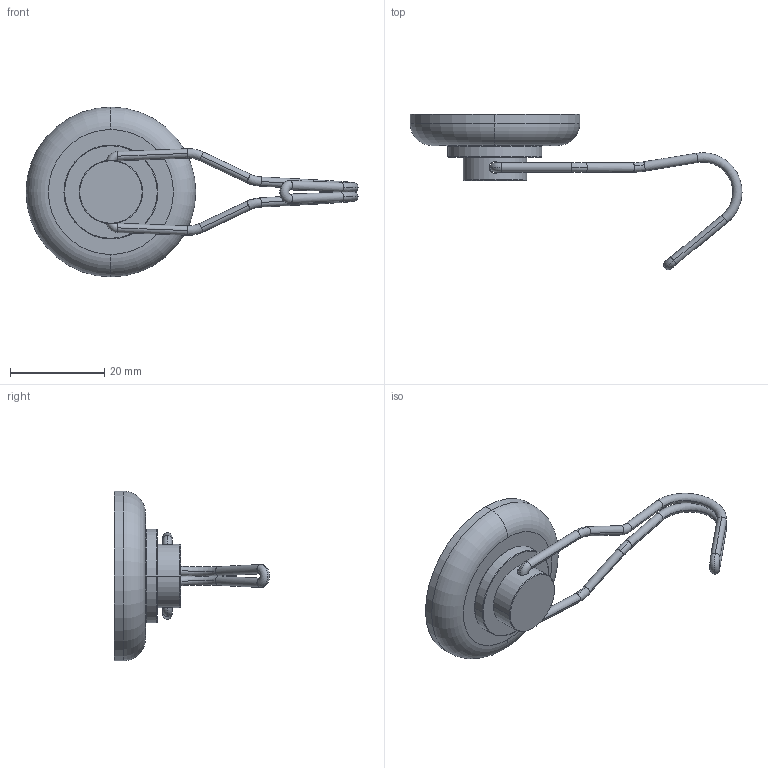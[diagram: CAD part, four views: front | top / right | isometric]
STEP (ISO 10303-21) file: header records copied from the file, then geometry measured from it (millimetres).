
FILE_DESCRIPTION (( 'STEP AP203' ), '1' );
FILE_NAME ('62471 Hook Magnet Mount.STEP', '2024-10-13T20:17:48', ( '' ), ( '' ), 'SwSTEP 2.0', 'SolidWorks 2021', '' );
FILE_SCHEMA (( 'CONFIG_CONTROL_DESIGN' ));
Length unit declared in the file: millimetre
Products named in the file (7): 62471 Hook Magnet Mount; 62471 MAGNET; Seal; 62471_Swivel Hook; 62471 MAGNET CUP; .187 Side-Mount External Retaining Rings_Retainer RIng; 62471 Swivel Pin
Assembly tree (6 placements, depth 2):
  62471 Hook Magnet Mount
    62471 MAGNET CUP
    62471 MAGNET
    62471 Swivel Pin
    Seal
    62471_Swivel Hook
    .187 Side-Mount External Retaining Rings_Retainer RIng
Bounding box: 70.52 x 32.96 x 36.07 mm (x, y, z)
Volume: 7860 mm3; surface area: 7307.1 mm2
Topology: 6 solids, 6 shells, 139 faces, 334 edges, 212 vertices
Faces by surface type: cylinder 68, torus 48, plane 23
Entity records: 5035 total; most frequent: DIRECTION 866, CARTESIAN_POINT 826, ORIENTED_EDGE 668, AXIS2_PLACEMENT_3D 390, EDGE_CURVE 334, CIRCLE 242, VERTEX_POINT 212, EDGE_LOOP 154
